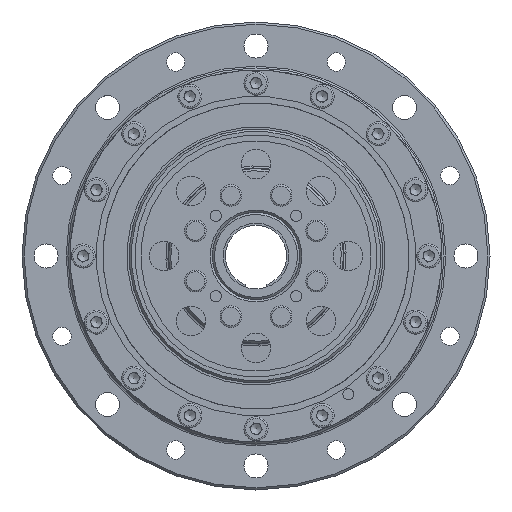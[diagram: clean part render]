
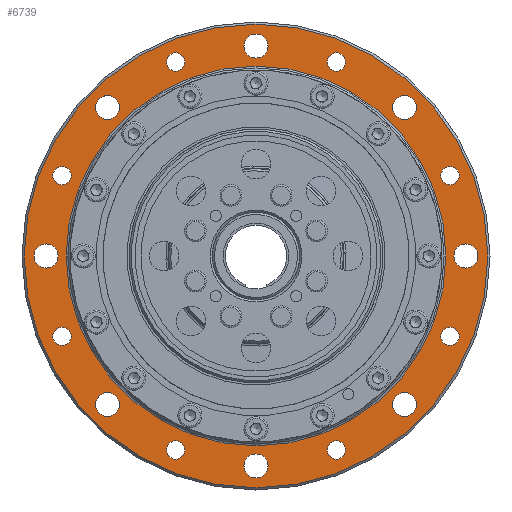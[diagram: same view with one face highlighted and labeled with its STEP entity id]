
A CAD part, left-side view. The second image highlights one B-rep face of the part: STEP entity #6739.
In plain terms, the highlighted planar face has unit normal (-1, 0, 0).
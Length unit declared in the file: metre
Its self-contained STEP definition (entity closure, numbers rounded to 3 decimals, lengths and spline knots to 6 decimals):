
#834=CIRCLE('',#7760,0.053);
#835=CIRCLE('',#7761,0.0434);
#836=CIRCLE('',#7762,0.00275);
#837=CIRCLE('',#7763,0.00275);
#838=CIRCLE('',#7764,0.00275);
#839=CIRCLE('',#7765,0.00275);
#840=CIRCLE('',#7766,0.00275);
#841=CIRCLE('',#7767,0.00275);
#842=CIRCLE('',#7768,0.00275);
#843=CIRCLE('',#7769,0.00275);
#844=CIRCLE('',#7770,0.0021);
#845=CIRCLE('',#7771,0.0021);
#846=CIRCLE('',#7772,0.0021);
#847=CIRCLE('',#7773,0.0021);
#848=CIRCLE('',#7774,0.0021);
#849=CIRCLE('',#7775,0.0021);
#850=CIRCLE('',#7776,0.0021);
#851=CIRCLE('',#7777,0.0021);
#1512=ORIENTED_EDGE('',*,*,#2887,.T.);
#1513=ORIENTED_EDGE('',*,*,#2888,.F.);
#1514=ORIENTED_EDGE('',*,*,#2889,.T.);
#1515=ORIENTED_EDGE('',*,*,#2890,.T.);
#1516=ORIENTED_EDGE('',*,*,#2891,.T.);
#1517=ORIENTED_EDGE('',*,*,#2892,.T.);
#1518=ORIENTED_EDGE('',*,*,#2893,.T.);
#1519=ORIENTED_EDGE('',*,*,#2894,.T.);
#1520=ORIENTED_EDGE('',*,*,#2895,.T.);
#1521=ORIENTED_EDGE('',*,*,#2896,.T.);
#1522=ORIENTED_EDGE('',*,*,#2897,.T.);
#1523=ORIENTED_EDGE('',*,*,#2898,.T.);
#1524=ORIENTED_EDGE('',*,*,#2899,.T.);
#1525=ORIENTED_EDGE('',*,*,#2900,.T.);
#1526=ORIENTED_EDGE('',*,*,#2901,.T.);
#1527=ORIENTED_EDGE('',*,*,#2902,.T.);
#1528=ORIENTED_EDGE('',*,*,#2903,.T.);
#1529=ORIENTED_EDGE('',*,*,#2904,.T.);
#2887=EDGE_CURVE('',#3625,#3625,#834,.T.);
#2888=EDGE_CURVE('',#3626,#3626,#835,.T.);
#2889=EDGE_CURVE('',#3627,#3627,#836,.T.);
#2890=EDGE_CURVE('',#3628,#3628,#837,.T.);
#2891=EDGE_CURVE('',#3629,#3629,#838,.T.);
#2892=EDGE_CURVE('',#3630,#3630,#839,.T.);
#2893=EDGE_CURVE('',#3631,#3631,#840,.T.);
#2894=EDGE_CURVE('',#3632,#3632,#841,.T.);
#2895=EDGE_CURVE('',#3633,#3633,#842,.T.);
#2896=EDGE_CURVE('',#3634,#3634,#843,.T.);
#2897=EDGE_CURVE('',#3635,#3635,#844,.T.);
#2898=EDGE_CURVE('',#3636,#3636,#845,.T.);
#2899=EDGE_CURVE('',#3637,#3637,#846,.T.);
#2900=EDGE_CURVE('',#3638,#3638,#847,.T.);
#2901=EDGE_CURVE('',#3639,#3639,#848,.T.);
#2902=EDGE_CURVE('',#3640,#3640,#849,.T.);
#2903=EDGE_CURVE('',#3641,#3641,#850,.T.);
#2904=EDGE_CURVE('',#3642,#3642,#851,.T.);
#3625=VERTEX_POINT('',#11202);
#3626=VERTEX_POINT('',#11204);
#3627=VERTEX_POINT('',#11206);
#3628=VERTEX_POINT('',#11208);
#3629=VERTEX_POINT('',#11210);
#3630=VERTEX_POINT('',#11212);
#3631=VERTEX_POINT('',#11214);
#3632=VERTEX_POINT('',#11216);
#3633=VERTEX_POINT('',#11218);
#3634=VERTEX_POINT('',#11220);
#3635=VERTEX_POINT('',#11222);
#3636=VERTEX_POINT('',#11224);
#3637=VERTEX_POINT('',#11226);
#3638=VERTEX_POINT('',#11228);
#3639=VERTEX_POINT('',#11230);
#3640=VERTEX_POINT('',#11232);
#3641=VERTEX_POINT('',#11234);
#3642=VERTEX_POINT('',#11236);
#4887=EDGE_LOOP('',(#1512));
#4888=EDGE_LOOP('',(#1513));
#4889=EDGE_LOOP('',(#1514));
#4890=EDGE_LOOP('',(#1515));
#4891=EDGE_LOOP('',(#1516));
#4892=EDGE_LOOP('',(#1517));
#4893=EDGE_LOOP('',(#1518));
#4894=EDGE_LOOP('',(#1519));
#4895=EDGE_LOOP('',(#1520));
#4896=EDGE_LOOP('',(#1521));
#4897=EDGE_LOOP('',(#1522));
#4898=EDGE_LOOP('',(#1523));
#4899=EDGE_LOOP('',(#1524));
#4900=EDGE_LOOP('',(#1525));
#4901=EDGE_LOOP('',(#1526));
#4902=EDGE_LOOP('',(#1527));
#4903=EDGE_LOOP('',(#1528));
#4904=EDGE_LOOP('',(#1529));
#5772=FACE_BOUND('',#4887,.T.);
#5773=FACE_BOUND('',#4888,.T.);
#5774=FACE_BOUND('',#4889,.T.);
#5775=FACE_BOUND('',#4890,.T.);
#5776=FACE_BOUND('',#4891,.T.);
#5777=FACE_BOUND('',#4892,.T.);
#5778=FACE_BOUND('',#4893,.T.);
#5779=FACE_BOUND('',#4894,.T.);
#5780=FACE_BOUND('',#4895,.T.);
#5781=FACE_BOUND('',#4896,.T.);
#5782=FACE_BOUND('',#4897,.T.);
#5783=FACE_BOUND('',#4898,.T.);
#5784=FACE_BOUND('',#4899,.T.);
#5785=FACE_BOUND('',#4900,.T.);
#5786=FACE_BOUND('',#4901,.T.);
#5787=FACE_BOUND('',#4902,.T.);
#5788=FACE_BOUND('',#4903,.T.);
#5789=FACE_BOUND('',#4904,.T.);
#6510=PLANE('',#7759);
#6739=ADVANCED_FACE('',(#5772,#5773,#5774,#5775,#5776,#5777,#5778,#5779,
#5780,#5781,#5782,#5783,#5784,#5785,#5786,#5787,#5788,#5789),#6510,.F.);
#7759=AXIS2_PLACEMENT_3D('',#11200,#9012,#9013);
#7760=AXIS2_PLACEMENT_3D('',#11201,#9014,#9015);
#7761=AXIS2_PLACEMENT_3D('',#11203,#9016,#9017);
#7762=AXIS2_PLACEMENT_3D('',#11205,#9018,#9019);
#7763=AXIS2_PLACEMENT_3D('',#11207,#9020,#9021);
#7764=AXIS2_PLACEMENT_3D('',#11209,#9022,#9023);
#7765=AXIS2_PLACEMENT_3D('',#11211,#9024,#9025);
#7766=AXIS2_PLACEMENT_3D('',#11213,#9026,#9027);
#7767=AXIS2_PLACEMENT_3D('',#11215,#9028,#9029);
#7768=AXIS2_PLACEMENT_3D('',#11217,#9030,#9031);
#7769=AXIS2_PLACEMENT_3D('',#11219,#9032,#9033);
#7770=AXIS2_PLACEMENT_3D('',#11221,#9034,#9035);
#7771=AXIS2_PLACEMENT_3D('',#11223,#9036,#9037);
#7772=AXIS2_PLACEMENT_3D('',#11225,#9038,#9039);
#7773=AXIS2_PLACEMENT_3D('',#11227,#9040,#9041);
#7774=AXIS2_PLACEMENT_3D('',#11229,#9042,#9043);
#7775=AXIS2_PLACEMENT_3D('',#11231,#9044,#9045);
#7776=AXIS2_PLACEMENT_3D('',#11233,#9046,#9047);
#7777=AXIS2_PLACEMENT_3D('',#11235,#9048,#9049);
#9012=DIRECTION('',(1.,0.,0.));
#9013=DIRECTION('',(0.,0.,-1.));
#9014=DIRECTION('',(-1.,0.,0.));
#9015=DIRECTION('',(0.,0.,1.));
#9016=DIRECTION('',(-1.,0.,0.));
#9017=DIRECTION('',(0.,0.,1.));
#9018=DIRECTION('',(1.,0.,0.));
#9019=DIRECTION('',(0.,0.,-1.));
#9020=DIRECTION('',(1.,0.,0.));
#9021=DIRECTION('',(0.,0.,-1.));
#9022=DIRECTION('',(1.,0.,0.));
#9023=DIRECTION('',(0.,0.,-1.));
#9024=DIRECTION('',(1.,0.,0.));
#9025=DIRECTION('',(0.,0.,-1.));
#9026=DIRECTION('',(1.,0.,0.));
#9027=DIRECTION('',(0.,0.,-1.));
#9028=DIRECTION('',(1.,0.,0.));
#9029=DIRECTION('',(0.,0.,-1.));
#9030=DIRECTION('',(1.,0.,0.));
#9031=DIRECTION('',(0.,0.,-1.));
#9032=DIRECTION('',(1.,0.,0.));
#9033=DIRECTION('',(0.,0.,-1.));
#9034=DIRECTION('',(1.,0.,0.));
#9035=DIRECTION('',(0.,0.,-1.));
#9036=DIRECTION('',(1.,0.,0.));
#9037=DIRECTION('',(0.,0.,-1.));
#9038=DIRECTION('',(1.,0.,0.));
#9039=DIRECTION('',(0.,0.,-1.));
#9040=DIRECTION('',(1.,0.,0.));
#9041=DIRECTION('',(0.,0.,-1.));
#9042=DIRECTION('',(1.,0.,0.));
#9043=DIRECTION('',(0.,0.,-1.));
#9044=DIRECTION('',(1.,0.,0.));
#9045=DIRECTION('',(0.,0.,-1.));
#9046=DIRECTION('',(1.,0.,0.));
#9047=DIRECTION('',(0.,0.,-1.));
#9048=DIRECTION('',(1.,0.,0.));
#9049=DIRECTION('',(0.,0.,-1.));
#11200=CARTESIAN_POINT('',(0.024,0.0434,0.));
#11201=CARTESIAN_POINT('',(0.024,0.,0.));
#11202=CARTESIAN_POINT('',(0.024,0.,0.053));
#11203=CARTESIAN_POINT('',(0.024,0.,0.));
#11204=CARTESIAN_POINT('',(0.024,0.,0.0434));
#11205=CARTESIAN_POINT('',(0.024,0.048,0.));
#11206=CARTESIAN_POINT('',(0.024,0.048,-0.00275));
#11207=CARTESIAN_POINT('',(0.024,0.033941,-0.033941));
#11208=CARTESIAN_POINT('',(0.024,0.033941,-0.036691));
#11209=CARTESIAN_POINT('',(0.024,0.,-0.048));
#11210=CARTESIAN_POINT('',(0.024,0.,-0.05075));
#11211=CARTESIAN_POINT('',(0.024,-0.033941,-0.033941));
#11212=CARTESIAN_POINT('',(0.024,-0.033941,-0.036691));
#11213=CARTESIAN_POINT('',(0.024,-0.048,0.));
#11214=CARTESIAN_POINT('',(0.024,-0.048,-0.00275));
#11215=CARTESIAN_POINT('',(0.024,-0.033941,0.033941));
#11216=CARTESIAN_POINT('',(0.024,-0.033941,0.031191));
#11217=CARTESIAN_POINT('',(0.024,0.,0.048));
#11218=CARTESIAN_POINT('',(0.024,0.,0.04525));
#11219=CARTESIAN_POINT('',(0.024,0.033941,0.033941));
#11220=CARTESIAN_POINT('',(0.024,0.033941,0.031191));
#11221=CARTESIAN_POINT('',(0.024,0.044346,-0.018369));
#11222=CARTESIAN_POINT('',(0.024,0.044346,-0.020469));
#11223=CARTESIAN_POINT('',(0.024,0.018369,-0.044346));
#11224=CARTESIAN_POINT('',(0.024,0.018369,-0.046446));
#11225=CARTESIAN_POINT('',(0.024,-0.018369,-0.044346));
#11226=CARTESIAN_POINT('',(0.024,-0.018369,-0.046446));
#11227=CARTESIAN_POINT('',(0.024,-0.044346,-0.018369));
#11228=CARTESIAN_POINT('',(0.024,-0.044346,-0.020469));
#11229=CARTESIAN_POINT('',(0.024,-0.044346,0.018369));
#11230=CARTESIAN_POINT('',(0.024,-0.044346,0.016269));
#11231=CARTESIAN_POINT('',(0.024,-0.018369,0.044346));
#11232=CARTESIAN_POINT('',(0.024,-0.018369,0.042246));
#11233=CARTESIAN_POINT('',(0.024,0.018369,0.044346));
#11234=CARTESIAN_POINT('',(0.024,0.018369,0.042246));
#11235=CARTESIAN_POINT('',(0.024,0.044346,0.018369));
#11236=CARTESIAN_POINT('',(0.024,0.044346,0.016269));
